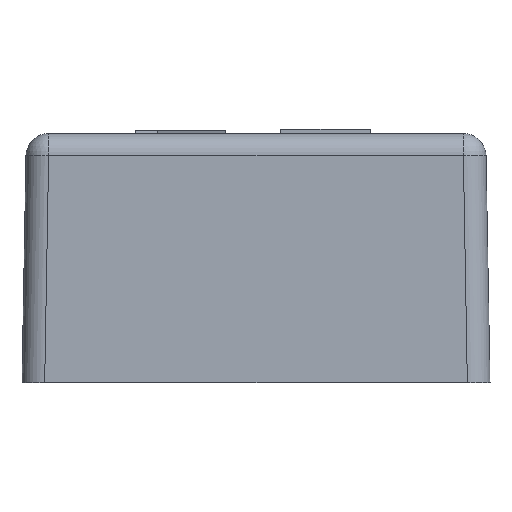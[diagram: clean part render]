
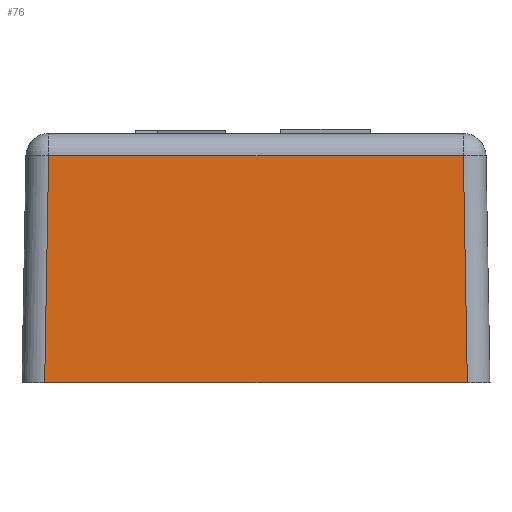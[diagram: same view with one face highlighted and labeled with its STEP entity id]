
A CAD part, left-side view. The second image highlights one B-rep face of the part: STEP entity #76.
In plain terms, the highlighted planar face has unit normal (-1, 0, 0.018).
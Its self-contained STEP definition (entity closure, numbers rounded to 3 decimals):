
#76 = ADVANCED_FACE( '', ( #179 ), #180, .T. );
#179 = FACE_OUTER_BOUND( '', #376, .T. );
#180 = PLANE( '', #377 );
#376 = EDGE_LOOP( '', ( #626, #627, #628, #629 ) );
#377 = AXIS2_PLACEMENT_3D( '', #630, #631, #632 );
#626 = ORIENTED_EDGE( '', *, *, #1381, .T. );
#627 = ORIENTED_EDGE( '', *, *, #1382, .T. );
#628 = ORIENTED_EDGE( '', *, *, #1383, .T. );
#629 = ORIENTED_EDGE( '', *, *, #1384, .T. );
#630 = CARTESIAN_POINT( '', ( -25.8, -25.8, 0. ) );
#631 = DIRECTION( '', ( -1., 0., 0.017 ) );
#632 = DIRECTION( '', ( 0.017, 0., 1. ) );
#1381 = EDGE_CURVE( '', #1666, #1667, #1668, .T. );
#1382 = EDGE_CURVE( '', #1667, #1669, #1670, .F. );
#1383 = EDGE_CURVE( '', #1669, #1671, #1672, .F. );
#1384 = EDGE_CURVE( '', #1671, #1666, #1673, .F. );
#1666 = VERTEX_POINT( '', #2142 );
#1667 = VERTEX_POINT( '', #2143 );
#1668 = LINE( '', #2144, #2145 );
#1669 = VERTEX_POINT( '', #2146 );
#1670 = LINE( '', #2147, #2148 );
#1671 = VERTEX_POINT( '', #2149 );
#1672 = LINE( '', #2150, #2151 );
#1673 = LINE( '', #2152, #2153 );
#2142 = CARTESIAN_POINT( '', ( -25.8, -23.3, 0. ) );
#2143 = CARTESIAN_POINT( '', ( -25.363, -22.863, 25.044 ) );
#2144 = CARTESIAN_POINT( '', ( -25.801, -23.301, -0.044 ) );
#2145 = VECTOR( '', #2652, 1000. );
#2146 = CARTESIAN_POINT( '', ( -25.363, 22.863, 25.044 ) );
#2147 = CARTESIAN_POINT( '', ( -25.363, 22.82, 25.044 ) );
#2148 = VECTOR( '', #2653, 1000. );
#2149 = CARTESIAN_POINT( '', ( -25.8, 23.3, 0. ) );
#2150 = CARTESIAN_POINT( '', ( -25.785, 23.285, 0.857 ) );
#2151 = VECTOR( '', #2654, 1000. );
#2152 = CARTESIAN_POINT( '', ( -25.8, -25.8, 0. ) );
#2153 = VECTOR( '', #2655, 1000. );
#2652 = DIRECTION( '', ( 0.017, 0.017, 1. ) );
#2653 = DIRECTION( '', ( 0., -1., 0. ) );
#2654 = DIRECTION( '', ( 0.017, -0.017, 1. ) );
#2655 = DIRECTION( '', ( 0., 1., 0. ) );
